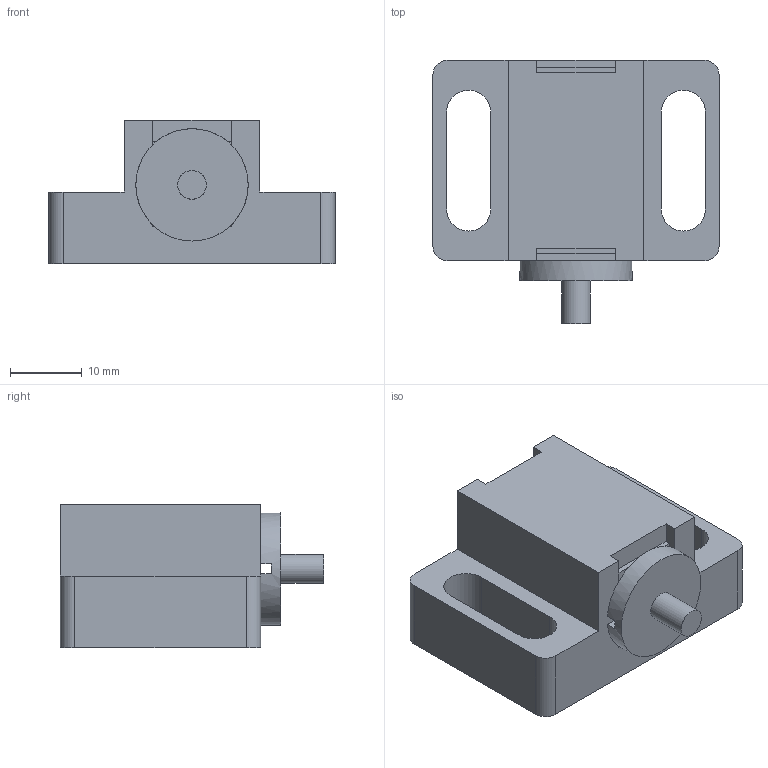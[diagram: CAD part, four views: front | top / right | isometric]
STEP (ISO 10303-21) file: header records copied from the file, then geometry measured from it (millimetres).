
FILE_DESCRIPTION(/* description */ (''),/* implementation_level */ '2;1');
FILE_NAME(/* name */ '140405',/* time_stamp */ '2014-10-06T11:07:11+02:00',/* author */ (''),/* organization */ (''),/* preprocessor_version */ 'ST-DEVELOPER v14',/* originating_system */ 'HiCAD 2013 1802.4 Build 509',/* authorisation */ '');
FILE_SCHEMA (('AUTOMOTIVE_DESIGN { 1 0 10303 214 1 1 1 1 }'));
Length unit declared in the file: millimetre
Products named in the file (3): Root; 140405Magneetsluiting PA zwartBOIKON
Assembly tree (2 placements, depth 3):
  Root
    140405Magneetsluiting PA zwartBOIKON
      (unnamed)
Bounding box: 40 x 36.8 x 20 mm (x, y, z)
Volume: 12278.9 mm3; surface area: 6207.7 mm2
Topology: 2 solids, 2 shells, 57 faces, 152 edges, 103 vertices
Faces by surface type: plane 46, cylinder 10, cone 1
Full cylindrical faces by diameter (mm): 4.019 x1, 15.7 x1
Entity records: 3289 total; most frequent: CARTESIAN_POINT 311, PRESENTATION_STYLE_ASSIGNMENT 298, COLOUR_RGB 298, DRAUGHTING_PRE_DEFINED_CURVE_FONT 296, CURVE_STYLE 296, OVER_RIDING_STYLED_ITEM 296, ORIENTED_EDGE 296, DIRECTION 294
